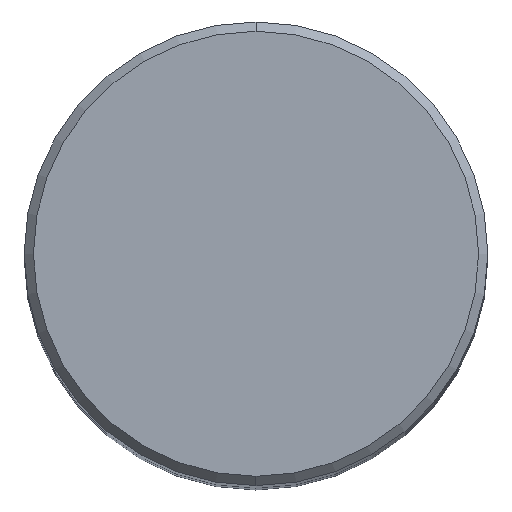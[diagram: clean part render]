
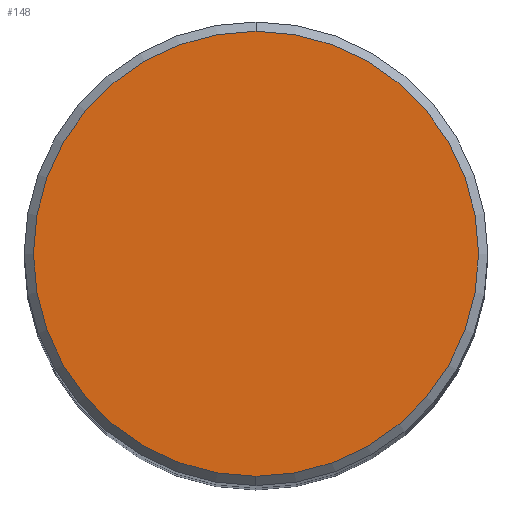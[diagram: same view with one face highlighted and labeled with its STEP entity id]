
A CAD part, top view. The second image highlights one B-rep face of the part: STEP entity #148.
In plain terms, the highlighted planar face has unit normal (0, 0, 1).
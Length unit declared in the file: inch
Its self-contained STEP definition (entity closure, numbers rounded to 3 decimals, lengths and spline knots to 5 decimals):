
#3 = AXIS2_PLACEMENT_3D ( 'NONE', #138, #376, #83 ) ;
#7 = DIRECTION ( 'NONE',  ( 0., 0., -1. ) ) ;
#28 = CARTESIAN_POINT ( 'NONE',  ( 0., 0.48, 0. ) ) ;
#58 = CARTESIAN_POINT ( 'NONE',  ( 0., 0., 0. ) ) ;
#78 = AXIS2_PLACEMENT_3D ( 'NONE', #296, #7, #141 ) ;
#83 = DIRECTION ( 'NONE',  ( 0., -1., 0. ) ) ;
#98 = ORIENTED_EDGE ( 'NONE', *, *, #259, .T. ) ;
#137 = CIRCLE ( 'NONE', #3, 0.48 ) ;
#138 = CARTESIAN_POINT ( 'NONE',  ( 0., 0., 0. ) ) ;
#141 = DIRECTION ( 'NONE',  ( 0., 1., 0. ) ) ;
#148 = ADVANCED_FACE ( 'NONE', ( #194 ), #164, .F. ) ;
#164 = PLANE ( 'NONE',  #78 ) ;
#171 = CARTESIAN_POINT ( 'NONE',  ( 0., -0.48, 0. ) ) ;
#180 = EDGE_LOOP ( 'NONE', ( #98, #310 ) ) ;
#194 = FACE_OUTER_BOUND ( 'NONE', #180, .T. ) ;
#259 = EDGE_CURVE ( 'NONE', #404, #279, #137, .T. ) ;
#279 = VERTEX_POINT ( 'NONE', #171 ) ;
#296 = CARTESIAN_POINT ( 'NONE',  ( 0., 0.48, 0. ) ) ;
#310 = ORIENTED_EDGE ( 'NONE', *, *, #351, .T. ) ;
#315 = DIRECTION ( 'NONE',  ( 0., -1., 0. ) ) ;
#344 = DIRECTION ( 'NONE',  ( 0., 0., 1. ) ) ;
#351 = EDGE_CURVE ( 'NONE', #279, #404, #394, .T. ) ;
#356 = AXIS2_PLACEMENT_3D ( 'NONE', #58, #344, #315 ) ;
#376 = DIRECTION ( 'NONE',  ( 0., 0., 1. ) ) ;
#394 = CIRCLE ( 'NONE', #356, 0.48 ) ;
#404 = VERTEX_POINT ( 'NONE', #28 ) ;
